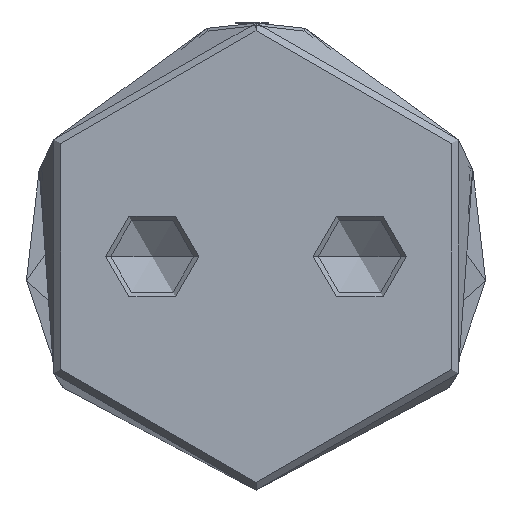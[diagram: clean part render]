
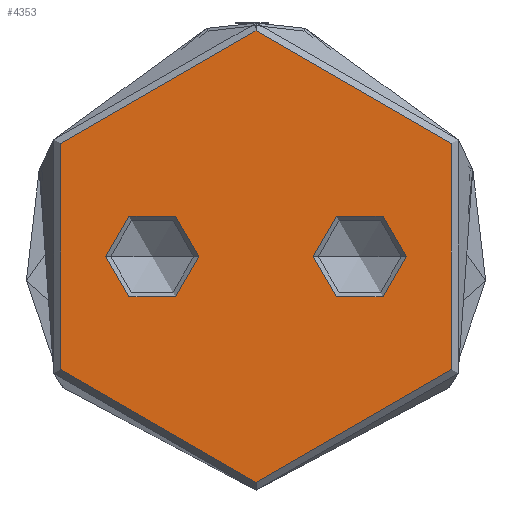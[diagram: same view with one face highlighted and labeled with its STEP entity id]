
A CAD part, front view. The second image highlights one B-rep face of the part: STEP entity #4353.
In plain terms, the highlighted face is planar.
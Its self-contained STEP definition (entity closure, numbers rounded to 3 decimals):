
#87 = CARTESIAN_POINT ( 'NONE',  ( 14.5, 0., 0. ) ) ;
#92 = EDGE_CURVE ( 'NONE', #5905, #3124, #5385, .T. ) ;
#103 = AXIS2_PLACEMENT_3D ( 'NONE', #5742, #2629, #2656 ) ;
#183 = ORIENTED_EDGE ( 'NONE', *, *, #699, .F. ) ;
#256 = DIRECTION ( 'NONE',  ( 0., 0., 1. ) ) ;
#280 = PLANE ( 'NONE',  #4088 ) ;
#314 = CARTESIAN_POINT ( 'NONE',  ( 0., 21.75, 0. ) ) ;
#401 = ORIENTED_EDGE ( 'NONE', *, *, #5985, .T. ) ;
#480 = AXIS2_PLACEMENT_3D ( 'NONE', #682, #1137, #2443 ) ;
#549 = ORIENTED_EDGE ( 'NONE', *, *, #1349, .T. ) ;
#682 = CARTESIAN_POINT ( 'NONE',  ( 0., 0., 0. ) ) ;
#699 = EDGE_CURVE ( 'NONE', #5958, #3275, #3364, .T. ) ;
#732 = CIRCLE ( 'NONE', #2559, 4.5 ) ;
#781 = CIRCLE ( 'NONE', #3146, 21.75 ) ;
#823 = CARTESIAN_POINT ( 'NONE',  ( -10., 0., 0. ) ) ;
#934 = CARTESIAN_POINT ( 'NONE',  ( 0., -21.75, 0. ) ) ;
#940 = ORIENTED_EDGE ( 'NONE', *, *, #92, .T. ) ;
#1031 = CARTESIAN_POINT ( 'NONE',  ( -14.5, 0., 0. ) ) ;
#1064 = EDGE_LOOP ( 'NONE', ( #1524, #183 ) ) ;
#1137 = DIRECTION ( 'NONE',  ( 0., 0., -1. ) ) ;
#1246 = CARTESIAN_POINT ( 'NONE',  ( 0., 0., 0. ) ) ;
#1268 = FACE_BOUND ( 'NONE', #4599, .T. ) ;
#1318 = DIRECTION ( 'NONE',  ( -1., 0., 0. ) ) ;
#1349 = EDGE_CURVE ( 'NONE', #3425, #3963, #781, .T. ) ;
#1427 = FACE_OUTER_BOUND ( 'NONE', #4761, .T. ) ;
#1524 = ORIENTED_EDGE ( 'NONE', *, *, #1801, .F. ) ;
#1742 = DIRECTION ( 'NONE',  ( 0., 1., 0. ) ) ;
#1789 = DIRECTION ( 'NONE',  ( -1., 0., 0. ) ) ;
#1801 = EDGE_CURVE ( 'NONE', #3275, #5958, #4616, .T. ) ;
#1866 = CARTESIAN_POINT ( 'NONE',  ( -10., 0., 0. ) ) ;
#2057 = DIRECTION ( 'NONE',  ( 0., 0., -1. ) ) ;
#2120 = EDGE_CURVE ( 'NONE', #3963, #3425, #3123, .T. ) ;
#2394 = DIRECTION ( 'NONE',  ( 0., 0., -1. ) ) ;
#2443 = DIRECTION ( 'NONE',  ( 0., 1., 0. ) ) ;
#2559 = AXIS2_PLACEMENT_3D ( 'NONE', #3223, #256, #3716 ) ;
#2629 = DIRECTION ( 'NONE',  ( 0., 0., 1. ) ) ;
#2656 = DIRECTION ( 'NONE',  ( 1., 0., 0. ) ) ;
#2762 = FACE_BOUND ( 'NONE', #1064, .T. ) ;
#3049 = ORIENTED_EDGE ( 'NONE', *, *, #2120, .T. ) ;
#3123 = CIRCLE ( 'NONE', #480, 21.75 ) ;
#3124 = VERTEX_POINT ( 'NONE', #3864 ) ;
#3146 = AXIS2_PLACEMENT_3D ( 'NONE', #4980, #2057, #5451 ) ;
#3223 = CARTESIAN_POINT ( 'NONE',  ( 10., 0., 0. ) ) ;
#3275 = VERTEX_POINT ( 'NONE', #1031 ) ;
#3364 = CIRCLE ( 'NONE', #3511, 4.5 ) ;
#3425 = VERTEX_POINT ( 'NONE', #314 ) ;
#3511 = AXIS2_PLACEMENT_3D ( 'NONE', #823, #4290, #1318 ) ;
#3716 = DIRECTION ( 'NONE',  ( 1., 0., 0. ) ) ;
#3864 = CARTESIAN_POINT ( 'NONE',  ( 5.5, 0., 0. ) ) ;
#3963 = VERTEX_POINT ( 'NONE', #934 ) ;
#4088 = AXIS2_PLACEMENT_3D ( 'NONE', #1246, #4684, #1742 ) ;
#4290 = DIRECTION ( 'NONE',  ( 0., 0., -1. ) ) ;
#4353 = ADVANCED_FACE ( 'NONE', ( #1268, #2762, #1427 ), #280, .T. ) ;
#4599 = EDGE_LOOP ( 'NONE', ( #940, #401 ) ) ;
#4616 = CIRCLE ( 'NONE', #5281, 4.5 ) ;
#4684 = DIRECTION ( 'NONE',  ( 0., 0., -1. ) ) ;
#4761 = EDGE_LOOP ( 'NONE', ( #3049, #549 ) ) ;
#4980 = CARTESIAN_POINT ( 'NONE',  ( 0., 0., 0. ) ) ;
#5088 = CARTESIAN_POINT ( 'NONE',  ( -5.5, 0., 0. ) ) ;
#5281 = AXIS2_PLACEMENT_3D ( 'NONE', #1866, #2394, #1789 ) ;
#5385 = CIRCLE ( 'NONE', #103, 4.5 ) ;
#5451 = DIRECTION ( 'NONE',  ( 0., 1., 0. ) ) ;
#5742 = CARTESIAN_POINT ( 'NONE',  ( 10., 0., 0. ) ) ;
#5905 = VERTEX_POINT ( 'NONE', #87 ) ;
#5958 = VERTEX_POINT ( 'NONE', #5088 ) ;
#5985 = EDGE_CURVE ( 'NONE', #3124, #5905, #732, .T. ) ;
